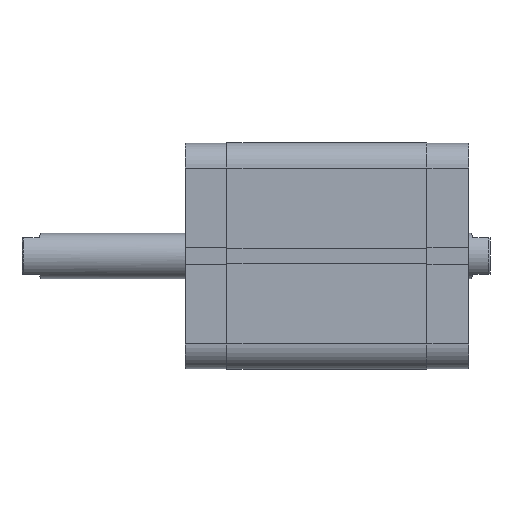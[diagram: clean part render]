
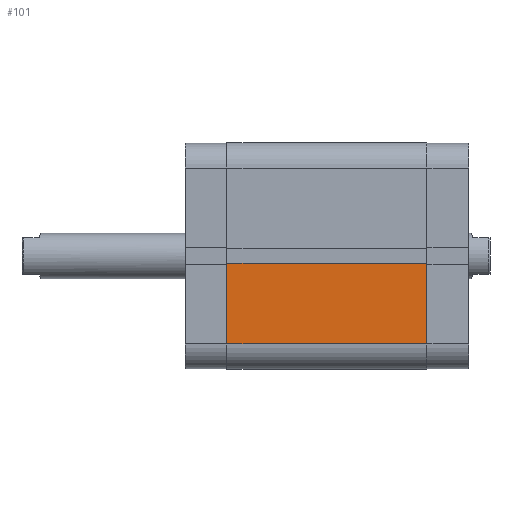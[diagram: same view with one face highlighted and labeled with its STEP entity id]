
A CAD part, front view. The second image highlights one B-rep face of the part: STEP entity #101.
In plain terms, the highlighted planar face has unit normal (0, -1, 0).
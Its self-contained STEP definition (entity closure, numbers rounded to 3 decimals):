
#101 = ADVANCED_FACE ( 'NONE', ( #3355 ), #3899, .F. ) ;
#526 = VERTEX_POINT ( 'NONE', #4386 ) ;
#532 = VERTEX_POINT ( 'NONE', #4392 ) ;
#667 = VERTEX_POINT ( 'NONE', #4512 ) ;
#687 = VERTEX_POINT ( 'NONE', #4526 ) ;
#1106 = EDGE_LOOP ( 'NONE', ( #3094, #3089, #3090, #3097 ) ) ;
#1821 = EDGE_CURVE ( 'NONE', #667, #687, #5497, .T. ) ;
#1822 = EDGE_CURVE ( 'NONE', #526, #687, #5484, .T. ) ;
#1825 = EDGE_CURVE ( 'NONE', #532, #667, #5504, .T. ) ;
#1826 = EDGE_CURVE ( 'NONE', #532, #526, #5506, .T. ) ;
#2169 = AXIS2_PLACEMENT_3D ( 'NONE', #3898, #3901, #3902 ) ;
#3089 = ORIENTED_EDGE ( 'NONE', *, *, #1822, .F. ) ;
#3090 = ORIENTED_EDGE ( 'NONE', *, *, #1826, .F. ) ;
#3094 = ORIENTED_EDGE ( 'NONE', *, *, #1821, .T. ) ;
#3097 = ORIENTED_EDGE ( 'NONE', *, *, #1825, .T. ) ;
#3355 = FACE_OUTER_BOUND ( 'NONE', #1106, .T. ) ;
#3898 = CARTESIAN_POINT ( 'NONE',  ( 0., -40., 70.5 ) ) ;
#3899 = PLANE ( 'NONE',  #2169 ) ;
#3901 = DIRECTION ( 'NONE',  ( 0., 1., 0. ) ) ;
#3902 = DIRECTION ( 'NONE',  ( 0., 0., 1. ) ) ;
#4386 = CARTESIAN_POINT ( 'NONE',  ( -2.6, -40., 70.5 ) ) ;
#4392 = CARTESIAN_POINT ( 'NONE',  ( -31., -40., 70.5 ) ) ;
#4512 = CARTESIAN_POINT ( 'NONE',  ( -31., -40., 0. ) ) ;
#4526 = CARTESIAN_POINT ( 'NONE',  ( -2.6, -40., 0. ) ) ;
#5484 = LINE ( 'NONE', #6540, #5499 ) ;
#5494 = VECTOR ( 'NONE', #6554, 1000. ) ;
#5497 = LINE ( 'NONE', #6545, #5498 ) ;
#5498 = VECTOR ( 'NONE', #6546, 1000. ) ;
#5499 = VECTOR ( 'NONE', #6548, 1000. ) ;
#5504 = LINE ( 'NONE', #6544, #5494 ) ;
#5506 = LINE ( 'NONE', #6555, #5507 ) ;
#5507 = VECTOR ( 'NONE', #6556, 1000. ) ;
#6540 = CARTESIAN_POINT ( 'NONE',  ( -2.6, -40., 70.5 ) ) ;
#6544 = CARTESIAN_POINT ( 'NONE',  ( -31., -40., 70.5 ) ) ;
#6545 = CARTESIAN_POINT ( 'NONE',  ( 0., -40., 0. ) ) ;
#6546 = DIRECTION ( 'NONE',  ( 1., 0., 0. ) ) ;
#6548 = DIRECTION ( 'NONE',  ( 0., 0., -1. ) ) ;
#6554 = DIRECTION ( 'NONE',  ( 0., 0., -1. ) ) ;
#6555 = CARTESIAN_POINT ( 'NONE',  ( 0., -40., 70.5 ) ) ;
#6556 = DIRECTION ( 'NONE',  ( 1., 0., 0. ) ) ;
